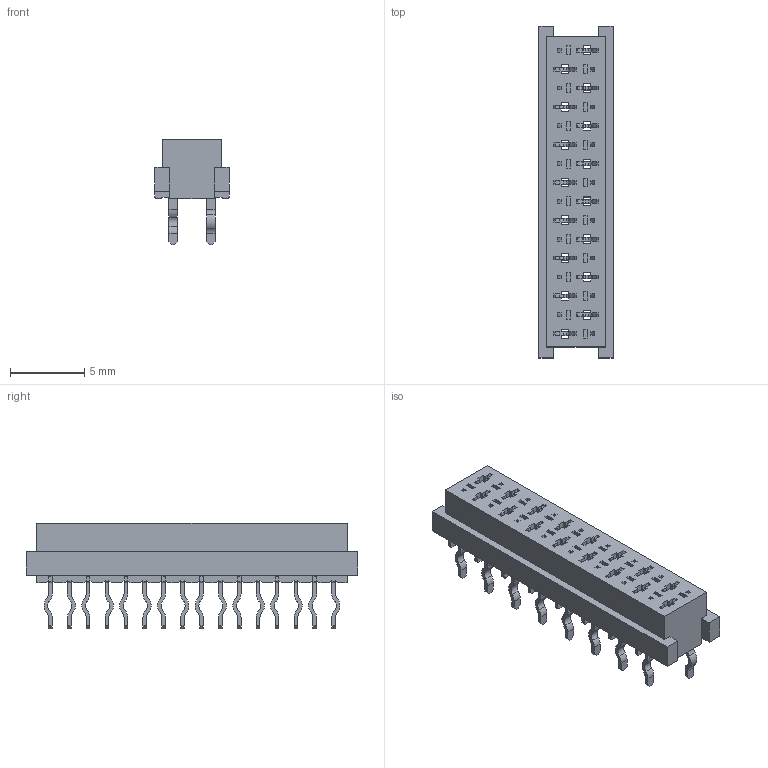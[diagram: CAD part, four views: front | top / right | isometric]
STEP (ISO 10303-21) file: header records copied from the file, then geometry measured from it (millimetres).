
FILE_DESCRIPTION(/* description */ ('Unknown'),/* implementation_level */ '2;1');
FILE_NAME(/* name */ 'J_Wurth_WR-MM_690367181672',/* time_stamp */ '2025-05-08T11:25:55+08:00',/* author */ ('Unknown'),/* organization */ ('Unknown'),/* preprocessor_version */ 'ST-DEVELOPER v19.4',/* originating_system */ 'Solid Edge',/* authorisation */ 'Unknown');
FILE_SCHEMA (('AUTOMOTIVE_DESIGN {1 0 10303 214 3 1 1}'));
Length unit declared in the file: millimetre
Products named in the file (2): J_Wurth_WR-MM_690367181672
Assembly tree (1 placements, depth 2):
  J_Wurth_WR-MM_690367181672
    J_Wurth_WR-MM_690367181672
Bounding box: 5 x 22.32 x 7.1 mm (x, y, z)
Volume: 347 mm3; surface area: 781.8 mm2
Topology: 1 solids, 1 shells, 1318 faces, 3768 edges, 2404 vertices
Faces by surface type: plane 998, cylinder 320
Entity records: 51806 total; most frequent: CARTESIAN_POINT 7588, ORIENTED_EDGE 7536, DIRECTION 7048, EDGE_CURVE 3768, LINE 3064, VECTOR 3064, VERTEX_POINT 2404, AXIS2_PLACEMENT_3D 1992
